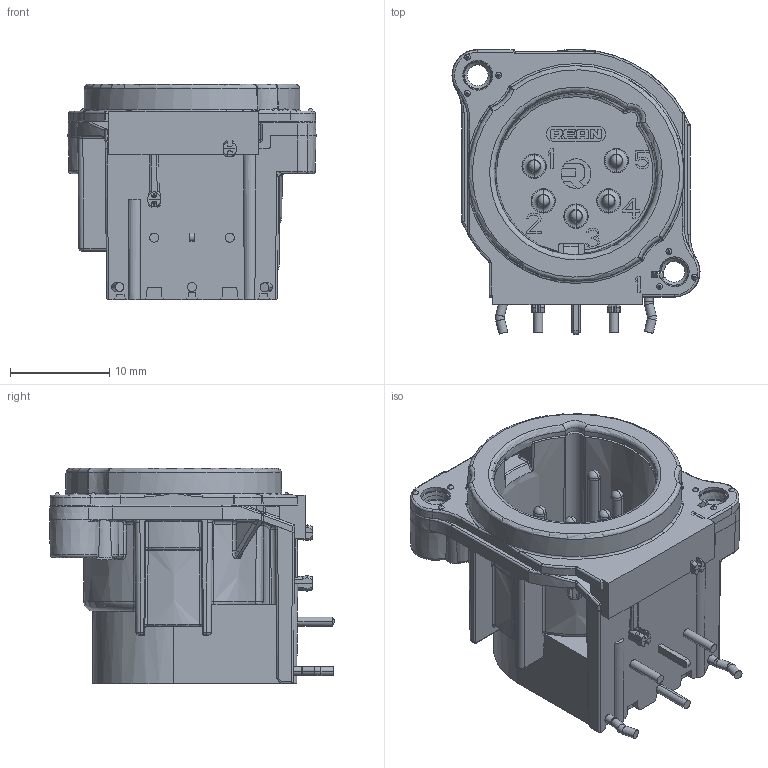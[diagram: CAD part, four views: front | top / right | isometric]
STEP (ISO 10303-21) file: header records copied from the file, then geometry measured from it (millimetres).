
FILE_DESCRIPTION((''),'2;1');
FILE_NAME('RRX5M-B-021','2024-06-27T13:40:58',('summer.xia'),(''),'CREO PARAMETRIC BY PTC INC, 2023424','CREO PARAMETRIC BY PTC INC, 2023424','');
FILE_SCHEMA(('CONFIG_CONTROL_DESIGN'));
Length unit declared in the file: millimetre
Products named in the file (1): RRX5M-B-021
Bounding box: 25 x 28.7 x 21.7 mm (x, y, z)
Volume: 4849.8 mm3; surface area: 4948.3 mm2
Topology: 1 solids, 4 shells, 1256 faces, 3339 edges, 2128 vertices
Faces by surface type: plane 508, cylinder 293, bspline 144, torus 132, cone 89, sphere 65, extrusion 25
Entity records: 44994 total; most frequent: CARTESIAN_POINT 15493, ORIENTED_EDGE 6428, DIRECTION 5731, EDGE_CURVE 3214, AXIS2_PLACEMENT_3D 2032, VERTEX_POINT 2006, VECTOR 1667, LINE 1642
